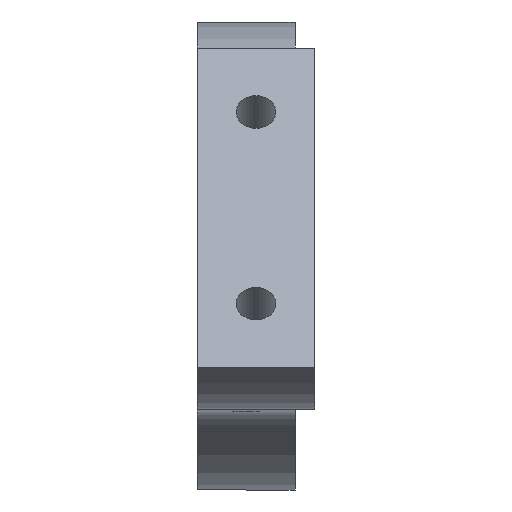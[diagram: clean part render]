
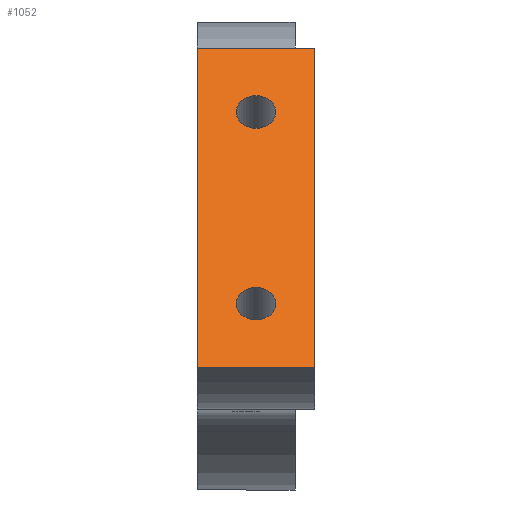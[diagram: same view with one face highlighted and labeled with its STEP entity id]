
A CAD part, top view. The second image highlights one B-rep face of the part: STEP entity #1052.
In plain terms, the highlighted planar face has unit normal (0, 0.574, 0.819).
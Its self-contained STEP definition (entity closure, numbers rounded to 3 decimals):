
#56=LINE('',#1460,#96);
#59=LINE('',#1483,#99);
#60=LINE('',#1485,#100);
#61=LINE('',#1487,#101);
#96=VECTOR('',#1227,1000.);
#99=VECTOR('',#1250,1000.);
#100=VECTOR('',#1251,1000.);
#101=VECTOR('',#1252,1000.);
#157=ORIENTED_EDGE('',*,*,#337,.T.);
#158=ORIENTED_EDGE('',*,*,#338,.T.);
#159=ORIENTED_EDGE('',*,*,#328,.T.);
#160=ORIENTED_EDGE('',*,*,#339,.F.);
#161=ORIENTED_EDGE('',*,*,#340,.T.);
#162=ORIENTED_EDGE('',*,*,#341,.T.);
#328=EDGE_CURVE('',#419,#418,#56,.T.);
#337=EDGE_CURVE('',#427,#427,#492,.T.);
#338=EDGE_CURVE('',#428,#428,#493,.T.);
#339=EDGE_CURVE('',#429,#418,#59,.T.);
#340=EDGE_CURVE('',#429,#430,#60,.T.);
#341=EDGE_CURVE('',#430,#419,#61,.T.);
#418=VERTEX_POINT('',#1459);
#419=VERTEX_POINT('',#1461);
#427=VERTEX_POINT('',#1480);
#428=VERTEX_POINT('',#1482);
#429=VERTEX_POINT('',#1484);
#430=VERTEX_POINT('',#1486);
#492=CIRCLE('',#1122,1.621);
#493=CIRCLE('',#1123,1.621);
#535=EDGE_LOOP('',(#157));
#536=EDGE_LOOP('',(#158));
#537=EDGE_LOOP('',(#159,#160,#161,#162));
#627=FACE_BOUND('',#535,.T.);
#628=FACE_BOUND('',#536,.T.);
#629=FACE_BOUND('',#537,.T.);
#710=PLANE('',#1121);
#1052=ADVANCED_FACE('',(#627,#628,#629),#710,.T.);
#1121=AXIS2_PLACEMENT_3D('',#1478,#1244,#1245);
#1122=AXIS2_PLACEMENT_3D('',#1479,#1246,#1247);
#1123=AXIS2_PLACEMENT_3D('',#1481,#1248,#1249);
#1227=DIRECTION('',(0.,-0.819,0.574));
#1244=DIRECTION('',(0.,0.574,0.819));
#1245=DIRECTION('',(0.,-0.819,0.574));
#1246=DIRECTION('',(0.,-0.574,-0.819));
#1247=DIRECTION('',(0.,-0.819,0.574));
#1248=DIRECTION('',(0.,-0.574,-0.819));
#1249=DIRECTION('',(0.,-0.819,0.574));
#1250=DIRECTION('',(-1.,0.,0.));
#1251=DIRECTION('',(0.,0.819,-0.574));
#1252=DIRECTION('',(-1.,0.,0.));
#1459=CARTESIAN_POINT('',(76.994,-9.268,42.839));
#1460=CARTESIAN_POINT('',(76.994,-44.506,67.513));
#1461=CARTESIAN_POINT('',(76.994,16.74,24.628));
#1478=CARTESIAN_POINT('',(1411.069,-20.638,50.8));
#1479=CARTESIAN_POINT('',(81.756,-4.066,39.197));
#1480=CARTESIAN_POINT('',(81.756,-5.394,40.127));
#1481=CARTESIAN_POINT('',(81.756,11.538,28.27));
#1482=CARTESIAN_POINT('',(81.756,10.211,29.2));
#1483=CARTESIAN_POINT('',(1411.069,-9.268,42.839));
#1484=CARTESIAN_POINT('',(86.519,-9.268,42.839));
#1485=CARTESIAN_POINT('',(86.519,-20.638,50.8));
#1486=CARTESIAN_POINT('',(86.519,16.74,24.628));
#1487=CARTESIAN_POINT('',(86.519,16.74,24.628));
